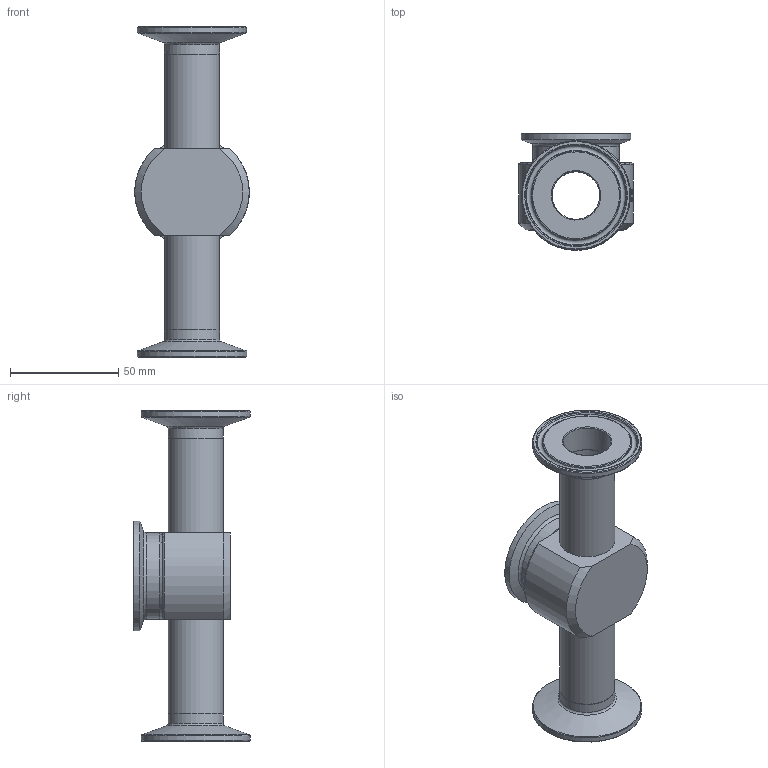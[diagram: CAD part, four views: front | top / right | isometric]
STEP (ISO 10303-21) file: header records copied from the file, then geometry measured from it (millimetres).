
FILE_DESCRIPTION(/* description */ (''),/* implementation_level */ '2;1');
FILE_NAME(/* name */ 'S7IMPS-1X15.stp',/* time_stamp */ '2018-11-30T14:21:15-05:00',/* author */ ('rick'),/* organization */ (''),/* preprocessor_version */ 'ST-DEVELOPER v15.2',/* originating_system */ 'Autodesk Inventor 2014',/* authorisation */ '');
FILE_SCHEMA (('AUTOMOTIVE_DESIGN { 1 0 10303 214 3 1 1 }'));
Length unit declared in the file: inch
Products named in the file (1): S7IMPS-1X15
Bounding box: 52.83 x 53.77 x 152.4 mm (x, y, z)
Volume: 67931 mm3; surface area: 37602.5 mm2
Topology: 1 solids, 1 shells, 452 faces, 1193 edges, 786 vertices
Faces by surface type: plane 190, bspline 174, cylinder 49, torus 26, cone 13
Full cylindrical faces by diameter (mm): 22.098 x3, 25.4 x4, 34.646 x1, 39.7 x1, 50.394 x3
Entity records: 17082 total; most frequent: CARTESIAN_POINT 7000, ORIENTED_EDGE 2280, DIRECTION 1607, EDGE_CURVE 1140, VERTEX_POINT 777, AXIS2_PLACEMENT_3D 552, EDGE_LOOP 543, LINE 503
